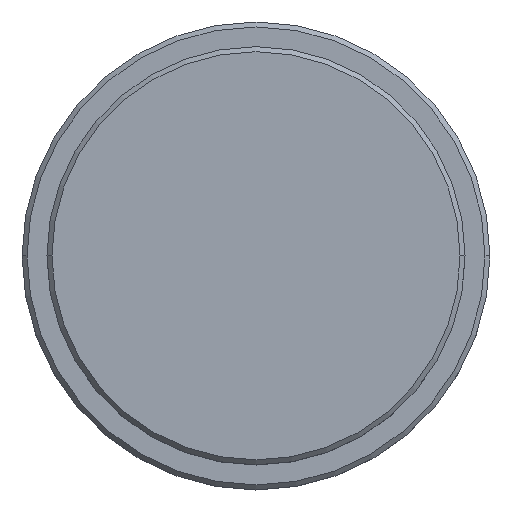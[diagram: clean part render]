
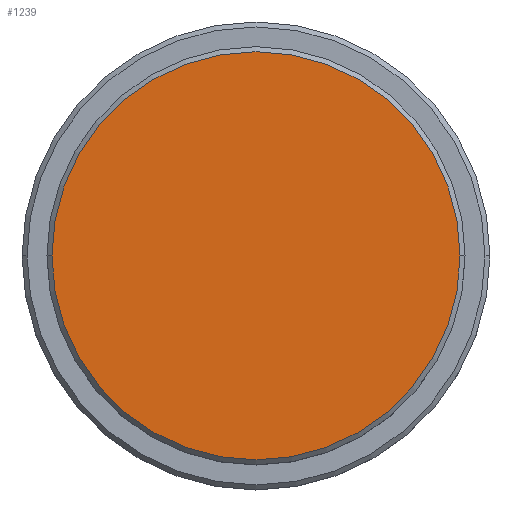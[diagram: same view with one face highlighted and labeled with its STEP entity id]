
A CAD part, top view. The second image highlights one B-rep face of the part: STEP entity #1239.
In plain terms, the highlighted planar face has unit normal (0, 0, 1).
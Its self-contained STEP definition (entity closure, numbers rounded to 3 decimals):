
#9 = CIRCLE ( 'NONE', #113, 20.5 ) ;
#113 = AXIS2_PLACEMENT_3D ( 'NONE', #750, #292, #1173 ) ;
#114 = ORIENTED_EDGE ( 'NONE', *, *, #1348, .T. ) ;
#151 = CARTESIAN_POINT ( 'NONE',  ( 0., 0., 0. ) ) ;
#161 = DIRECTION ( 'NONE',  ( 1., 0., 0. ) ) ;
#189 = DIRECTION ( 'NONE',  ( 1., 0., 0. ) ) ;
#292 = DIRECTION ( 'NONE',  ( 0., 0., 1. ) ) ;
#348 = VERTEX_POINT ( 'NONE', #921 ) ;
#359 = DIRECTION ( 'NONE',  ( 0., 0., 1. ) ) ;
#369 = VERTEX_POINT ( 'NONE', #1264 ) ;
#720 = AXIS2_PLACEMENT_3D ( 'NONE', #1310, #1073, #189 ) ;
#750 = CARTESIAN_POINT ( 'NONE',  ( 0., 0., 0. ) ) ;
#797 = ORIENTED_EDGE ( 'NONE', *, *, #879, .T. ) ;
#825 = FACE_OUTER_BOUND ( 'NONE', #933, .T. ) ;
#879 = EDGE_CURVE ( 'NONE', #369, #348, #1338, .T. ) ;
#921 = CARTESIAN_POINT ( 'NONE',  ( -20.5, 0., 0. ) ) ;
#933 = EDGE_LOOP ( 'NONE', ( #114, #797 ) ) ;
#941 = PLANE ( 'NONE',  #1165 ) ;
#1073 = DIRECTION ( 'NONE',  ( 0., 0., 1. ) ) ;
#1165 = AXIS2_PLACEMENT_3D ( 'NONE', #151, #359, #161 ) ;
#1173 = DIRECTION ( 'NONE',  ( 1., 0., 0. ) ) ;
#1239 = ADVANCED_FACE ( 'NONE', ( #825 ), #941, .T. ) ;
#1264 = CARTESIAN_POINT ( 'NONE',  ( 20.5, 0., 0. ) ) ;
#1310 = CARTESIAN_POINT ( 'NONE',  ( 0., 0., 0. ) ) ;
#1338 = CIRCLE ( 'NONE', #720, 20.5 ) ;
#1348 = EDGE_CURVE ( 'NONE', #348, #369, #9, .T. ) ;
